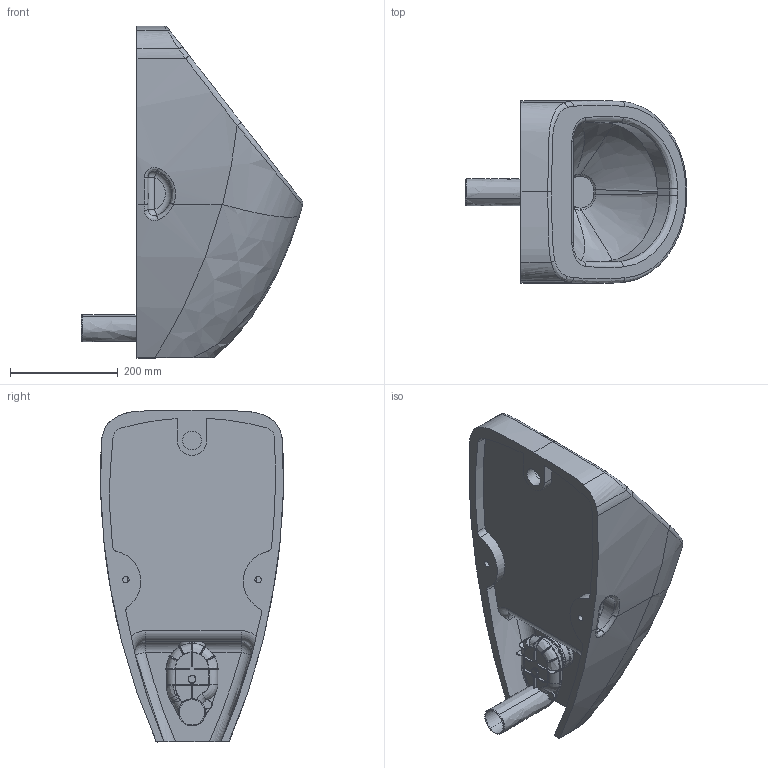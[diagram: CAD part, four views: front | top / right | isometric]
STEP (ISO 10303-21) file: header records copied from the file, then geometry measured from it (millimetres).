
FILE_DESCRIPTION((''),'2;1');
FILE_NAME('083036.stp','2013-06-12T11:24:38',('Administrator'),(''),'Autodesk Inventor 2011','Autodesk Inventor 2011','');
FILE_SCHEMA(('CONFIG_CONTROL_DESIGN'));
Length unit declared in the file: millimetre
Products named in the file (3): 083036; Urinal_Absaugesifon
Assembly tree (2 placements, depth 2):
  083036
    083036
    Urinal_Absaugesifon
Bounding box: 410.32 x 339.01 x 615.04 mm (x, y, z)
Volume: 18237250.5 mm3; surface area: 992601.7 mm2
Topology: 2 solids, 2 shells, 1264 faces, 3477 edges, 2178 vertices
Faces by surface type: plane 621, bspline 507, cylinder 95, torus 21, sphere 20
Full cylindrical faces by diameter (mm): 12 x2, 35 x1, 37.317 x1, 41 x1, 46.515 x1, 50 x2
Entity records: 59952 total; most frequent: CARTESIAN_POINT 30970, ORIENTED_EDGE 6850, DIRECTION 4603, EDGE_CURVE 3425, VERTEX_POINT 2176, VECTOR 1997, LINE 1997, AXIS2_PLACEMENT_3D 1303
